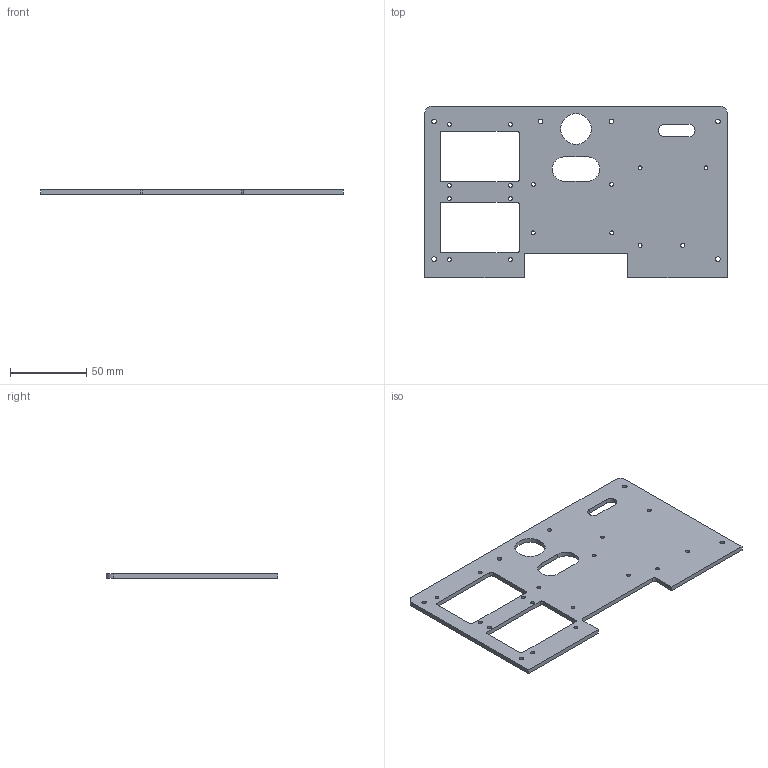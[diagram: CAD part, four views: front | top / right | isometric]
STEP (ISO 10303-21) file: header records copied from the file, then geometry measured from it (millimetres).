
FILE_DESCRIPTION(('FreeCAD Model'),'2;1');
FILE_NAME('quimera_new_electronics_plate.step','2021-03-19T14:32:14',('Author'),(''), 'Open CASCADE STEP processor 7.3','FreeCAD','Unknown');
FILE_SCHEMA(('AUTOMOTIVE_DESIGN { 1 0 10303 214 1 1 1 1 }'));
Length unit declared in the file: millimetre
Products named in the file (1): quimera_new_electronics_plate_001
Bounding box: 198 x 112.5 x 3 mm (x, y, z)
Volume: 50084 mm3; surface area: 37483.5 mm2
Topology: 1 solids, 1 shells, 61 faces, 177 edges, 118 vertices
Faces by surface type: cylinder 39, plane 22
Full cylindrical faces by diameter (mm): 2.5 x16, 3 x6, 20 x1
Entity records: 5125 total; most frequent: CARTESIAN_POINT 1167, DIRECTION 657, LINE 375, VECTOR 375, ORIENTED_EDGE 354, PCURVE 354, DEFINITIONAL_REPRESENTATION 354, EDGE_CURVE 177
